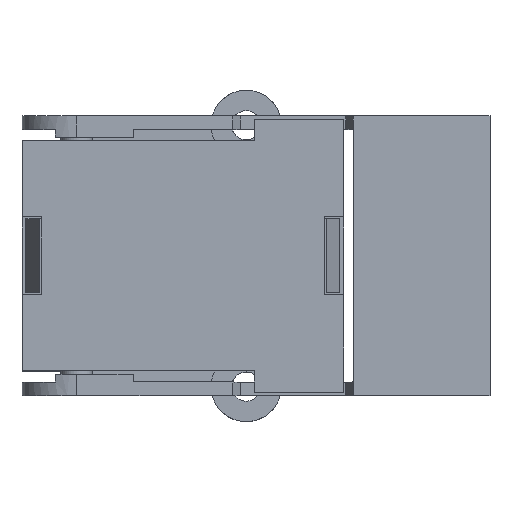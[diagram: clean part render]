
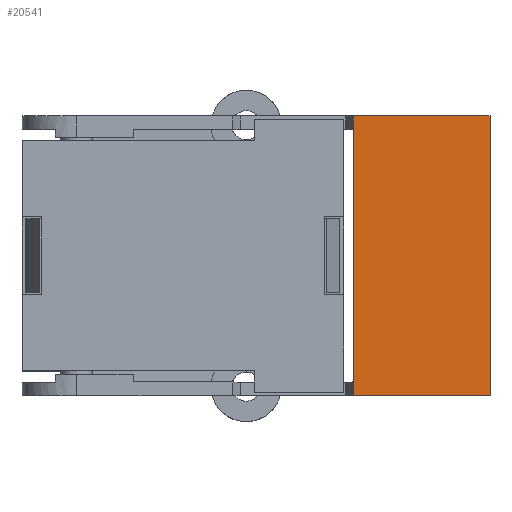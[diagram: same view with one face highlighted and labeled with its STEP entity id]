
A CAD part, top view. The second image highlights one B-rep face of the part: STEP entity #20541.
In plain terms, the highlighted planar face has unit normal (0, 0, 1).
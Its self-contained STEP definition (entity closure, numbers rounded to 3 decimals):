
#19011 = PLANE('',#19012);
#19012 = AXIS2_PLACEMENT_3D('',#19013,#19014,#19015);
#19013 = CARTESIAN_POINT('',(3.789,-7.175,5.826));
#19014 = DIRECTION('',(0.,1.,0.));
#19015 = DIRECTION('',(0.,0.,1.));
#19581 = VERTEX_POINT('',#19582);
#19582 = CARTESIAN_POINT('',(8.75,-6.475,7.9));
#19595 = PLANE('',#19596);
#19596 = AXIS2_PLACEMENT_3D('',#19597,#19598,#19599);
#19597 = CARTESIAN_POINT('',(8.35,7.175,7.1));
#19598 = DIRECTION('',(-0.894,0.,0.447));
#19599 = DIRECTION('',(0.447,0.,0.894));
#19620 = PLANE('',#19621);
#19621 = AXIS2_PLACEMENT_3D('',#19622,#19623,#19624);
#19622 = CARTESIAN_POINT('',(8.75,-6.475,2.3));
#19623 = DIRECTION('',(1.,0.,0.));
#19624 = DIRECTION('',(0.,0.,1.));
#19832 = VERTEX_POINT('',#19833);
#19833 = CARTESIAN_POINT('',(15.75,-7.175,7.9));
#19847 = PLANE('',#19848);
#19848 = AXIS2_PLACEMENT_3D('',#19849,#19850,#19851);
#19849 = CARTESIAN_POINT('',(15.75,7.175,7.9));
#19850 = DIRECTION('',(1.,0.,0.));
#19851 = DIRECTION('',(0.,0.,-1.));
#19859 = EDGE_CURVE('',#19860,#19832,#19862,.T.);
#19860 = VERTEX_POINT('',#19861);
#19861 = CARTESIAN_POINT('',(8.75,-7.175,7.9));
#19862 = SURFACE_CURVE('',#19863,(#19867,#19874),.PCURVE_S1.);
#19863 = LINE('',#19864,#19865);
#19864 = CARTESIAN_POINT('',(8.75,-7.175,7.9));
#19865 = VECTOR('',#19866,1.);
#19866 = DIRECTION('',(1.,0.,0.));
#19867 = PCURVE('',#19011,#19868);
#19868 = DEFINITIONAL_REPRESENTATION('',(#19869),#19873);
#19869 = LINE('',#19870,#19871);
#19870 = CARTESIAN_POINT('',(2.074,4.961));
#19871 = VECTOR('',#19872,1.);
#19872 = DIRECTION('',(0.,1.));
#19873 = ( GEOMETRIC_REPRESENTATION_CONTEXT(2) 
PARAMETRIC_REPRESENTATION_CONTEXT() REPRESENTATION_CONTEXT('2D SPACE',''
  ) );
#19874 = PCURVE('',#19875,#19880);
#19875 = PLANE('',#19876);
#19876 = AXIS2_PLACEMENT_3D('',#19877,#19878,#19879);
#19877 = CARTESIAN_POINT('',(8.75,7.175,7.9));
#19878 = DIRECTION('',(0.,0.,1.));
#19879 = DIRECTION('',(1.,0.,0.));
#19880 = DEFINITIONAL_REPRESENTATION('',(#19881),#19885);
#19881 = LINE('',#19882,#19883);
#19882 = CARTESIAN_POINT('',(0.,-14.35));
#19883 = VECTOR('',#19884,1.);
#19884 = DIRECTION('',(1.,0.));
#19885 = ( GEOMETRIC_REPRESENTATION_CONTEXT(2) 
PARAMETRIC_REPRESENTATION_CONTEXT() REPRESENTATION_CONTEXT('2D SPACE',''
  ) );
#20049 = VERTEX_POINT('',#20050);
#20050 = CARTESIAN_POINT('',(8.75,6.475,7.9));
#20076 = EDGE_CURVE('',#20049,#19581,#20077,.T.);
#20077 = SURFACE_CURVE('',#20078,(#20082,#20089),.PCURVE_S1.);
#20078 = LINE('',#20079,#20080);
#20079 = CARTESIAN_POINT('',(8.75,7.175,7.9));
#20080 = VECTOR('',#20081,1.);
#20081 = DIRECTION('',(0.,-1.,0.));
#20082 = PCURVE('',#19620,#20083);
#20083 = DEFINITIONAL_REPRESENTATION('',(#20084),#20088);
#20084 = LINE('',#20085,#20086);
#20085 = CARTESIAN_POINT('',(5.6,-13.65));
#20086 = VECTOR('',#20087,1.);
#20087 = DIRECTION('',(0.,1.));
#20088 = ( GEOMETRIC_REPRESENTATION_CONTEXT(2) 
PARAMETRIC_REPRESENTATION_CONTEXT() REPRESENTATION_CONTEXT('2D SPACE',''
  ) );
#20089 = PCURVE('',#19875,#20090);
#20090 = DEFINITIONAL_REPRESENTATION('',(#20091),#20095);
#20091 = LINE('',#20092,#20093);
#20092 = CARTESIAN_POINT('',(0.,0.));
#20093 = VECTOR('',#20094,1.);
#20094 = DIRECTION('',(0.,-1.));
#20095 = ( GEOMETRIC_REPRESENTATION_CONTEXT(2) 
PARAMETRIC_REPRESENTATION_CONTEXT() REPRESENTATION_CONTEXT('2D SPACE',''
  ) );
#20145 = EDGE_CURVE('',#19581,#19860,#20146,.T.);
#20146 = SURFACE_CURVE('',#20147,(#20151,#20158),.PCURVE_S1.);
#20147 = LINE('',#20148,#20149);
#20148 = CARTESIAN_POINT('',(8.75,7.175,7.9));
#20149 = VECTOR('',#20150,1.);
#20150 = DIRECTION('',(0.,-1.,0.));
#20151 = PCURVE('',#19595,#20152);
#20152 = DEFINITIONAL_REPRESENTATION('',(#20153),#20157);
#20153 = LINE('',#20154,#20155);
#20154 = CARTESIAN_POINT('',(0.894,0.));
#20155 = VECTOR('',#20156,1.);
#20156 = DIRECTION('',(0.,-1.));
#20157 = ( GEOMETRIC_REPRESENTATION_CONTEXT(2) 
PARAMETRIC_REPRESENTATION_CONTEXT() REPRESENTATION_CONTEXT('2D SPACE',''
  ) );
#20158 = PCURVE('',#19875,#20159);
#20159 = DEFINITIONAL_REPRESENTATION('',(#20160),#20164);
#20160 = LINE('',#20161,#20162);
#20161 = CARTESIAN_POINT('',(0.,0.));
#20162 = VECTOR('',#20163,1.);
#20163 = DIRECTION('',(0.,-1.));
#20164 = ( GEOMETRIC_REPRESENTATION_CONTEXT(2) 
PARAMETRIC_REPRESENTATION_CONTEXT() REPRESENTATION_CONTEXT('2D SPACE',''
  ) );
#20375 = PLANE('',#20376);
#20376 = AXIS2_PLACEMENT_3D('',#20377,#20378,#20379);
#20377 = CARTESIAN_POINT('',(3.789,7.175,5.826));
#20378 = DIRECTION('',(0.,1.,0.));
#20379 = DIRECTION('',(0.,0.,1.));
#20496 = EDGE_CURVE('',#20497,#19832,#20499,.T.);
#20497 = VERTEX_POINT('',#20498);
#20498 = CARTESIAN_POINT('',(15.75,7.175,7.9));
#20499 = SURFACE_CURVE('',#20500,(#20504,#20511),.PCURVE_S1.);
#20500 = LINE('',#20501,#20502);
#20501 = CARTESIAN_POINT('',(15.75,7.175,7.9));
#20502 = VECTOR('',#20503,1.);
#20503 = DIRECTION('',(0.,-1.,0.));
#20504 = PCURVE('',#19847,#20505);
#20505 = DEFINITIONAL_REPRESENTATION('',(#20506),#20510);
#20506 = LINE('',#20507,#20508);
#20507 = CARTESIAN_POINT('',(0.,0.));
#20508 = VECTOR('',#20509,1.);
#20509 = DIRECTION('',(0.,-1.));
#20510 = ( GEOMETRIC_REPRESENTATION_CONTEXT(2) 
PARAMETRIC_REPRESENTATION_CONTEXT() REPRESENTATION_CONTEXT('2D SPACE',''
  ) );
#20511 = PCURVE('',#19875,#20512);
#20512 = DEFINITIONAL_REPRESENTATION('',(#20513),#20517);
#20513 = LINE('',#20514,#20515);
#20514 = CARTESIAN_POINT('',(7.,0.));
#20515 = VECTOR('',#20516,1.);
#20516 = DIRECTION('',(0.,-1.));
#20517 = ( GEOMETRIC_REPRESENTATION_CONTEXT(2) 
PARAMETRIC_REPRESENTATION_CONTEXT() REPRESENTATION_CONTEXT('2D SPACE',''
  ) );
#20541 = ADVANCED_FACE('',(#20542),#19875,.T.);
#20542 = FACE_BOUND('',#20543,.T.);
#20543 = EDGE_LOOP('',(#20544,#20572,#20573,#20574,#20575,#20576));
#20544 = ORIENTED_EDGE('',*,*,#20545,.T.);
#20545 = EDGE_CURVE('',#20546,#20049,#20548,.T.);
#20546 = VERTEX_POINT('',#20547);
#20547 = CARTESIAN_POINT('',(8.75,7.175,7.9));
#20548 = SURFACE_CURVE('',#20549,(#20553,#20560),.PCURVE_S1.);
#20549 = LINE('',#20550,#20551);
#20550 = CARTESIAN_POINT('',(8.75,7.175,7.9));
#20551 = VECTOR('',#20552,1.);
#20552 = DIRECTION('',(0.,-1.,0.));
#20553 = PCURVE('',#19875,#20554);
#20554 = DEFINITIONAL_REPRESENTATION('',(#20555),#20559);
#20555 = LINE('',#20556,#20557);
#20556 = CARTESIAN_POINT('',(0.,0.));
#20557 = VECTOR('',#20558,1.);
#20558 = DIRECTION('',(0.,-1.));
#20559 = ( GEOMETRIC_REPRESENTATION_CONTEXT(2) 
PARAMETRIC_REPRESENTATION_CONTEXT() REPRESENTATION_CONTEXT('2D SPACE',''
  ) );
#20560 = PCURVE('',#20561,#20566);
#20561 = PLANE('',#20562);
#20562 = AXIS2_PLACEMENT_3D('',#20563,#20564,#20565);
#20563 = CARTESIAN_POINT('',(8.35,7.175,7.1));
#20564 = DIRECTION('',(-0.894,0.,0.447));
#20565 = DIRECTION('',(0.447,0.,0.894));
#20566 = DEFINITIONAL_REPRESENTATION('',(#20567),#20571);
#20567 = LINE('',#20568,#20569);
#20568 = CARTESIAN_POINT('',(0.894,0.));
#20569 = VECTOR('',#20570,1.);
#20570 = DIRECTION('',(0.,-1.));
#20571 = ( GEOMETRIC_REPRESENTATION_CONTEXT(2) 
PARAMETRIC_REPRESENTATION_CONTEXT() REPRESENTATION_CONTEXT('2D SPACE',''
  ) );
#20572 = ORIENTED_EDGE('',*,*,#20076,.T.);
#20573 = ORIENTED_EDGE('',*,*,#20145,.T.);
#20574 = ORIENTED_EDGE('',*,*,#19859,.T.);
#20575 = ORIENTED_EDGE('',*,*,#20496,.F.);
#20576 = ORIENTED_EDGE('',*,*,#20577,.F.);
#20577 = EDGE_CURVE('',#20546,#20497,#20578,.T.);
#20578 = SURFACE_CURVE('',#20579,(#20583,#20590),.PCURVE_S1.);
#20579 = LINE('',#20580,#20581);
#20580 = CARTESIAN_POINT('',(8.75,7.175,7.9));
#20581 = VECTOR('',#20582,1.);
#20582 = DIRECTION('',(1.,0.,0.));
#20583 = PCURVE('',#19875,#20584);
#20584 = DEFINITIONAL_REPRESENTATION('',(#20585),#20589);
#20585 = LINE('',#20586,#20587);
#20586 = CARTESIAN_POINT('',(0.,0.));
#20587 = VECTOR('',#20588,1.);
#20588 = DIRECTION('',(1.,0.));
#20589 = ( GEOMETRIC_REPRESENTATION_CONTEXT(2) 
PARAMETRIC_REPRESENTATION_CONTEXT() REPRESENTATION_CONTEXT('2D SPACE',''
  ) );
#20590 = PCURVE('',#20375,#20591);
#20591 = DEFINITIONAL_REPRESENTATION('',(#20592),#20596);
#20592 = LINE('',#20593,#20594);
#20593 = CARTESIAN_POINT('',(2.074,4.961));
#20594 = VECTOR('',#20595,1.);
#20595 = DIRECTION('',(0.,1.));
#20596 = ( GEOMETRIC_REPRESENTATION_CONTEXT(2) 
PARAMETRIC_REPRESENTATION_CONTEXT() REPRESENTATION_CONTEXT('2D SPACE',''
  ) );
